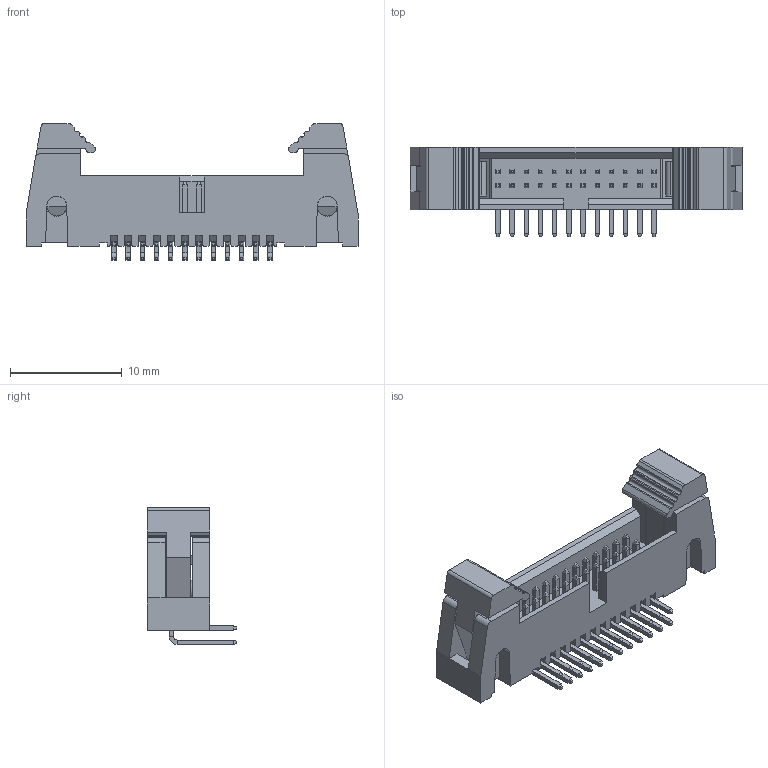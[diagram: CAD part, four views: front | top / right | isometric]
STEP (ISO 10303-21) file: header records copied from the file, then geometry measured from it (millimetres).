
FILE_DESCRIPTION( ('This file contains a STEP AP42 implementation' ,'as created by ZW3D STEP Interface translator.') ,'2;1' );
FILE_NAME( '3230-XXRXXBSX2.stp' ,'231123.161742', (''), ('ZWCAD Software Co.'), 'Version 1.0', 'ZW3D to STEP translator', '' );
FILE_SCHEMA(('AUTOMOTIVE_DESIGN { 1 0 10303 214 1 1 1 1 }'));
Length unit declared in the file: millimetre
Products named in the file (2): 0; 3230-24RG0BST2
Bounding box: 29.74 x 8 x 12.27 mm (x, y, z)
Volume: 889.4 mm3; surface area: 1935.9 mm2
Topology: 3 solids, 3 shells, 957 faces, 2341 edges, 1426 vertices
Faces by surface type: plane 835, cylinder 122
Full cylindrical faces by diameter (mm): 1.75 x4
Entity records: 28266 total; most frequent: CARTESIAN_POINT 4765, ORIENTED_EDGE 4682, DIRECTION 4517, EDGE_CURVE 2341, VECTOR 2057, LINE 2057, VERTEX_POINT 1426, AXIS2_PLACEMENT_3D 1230
